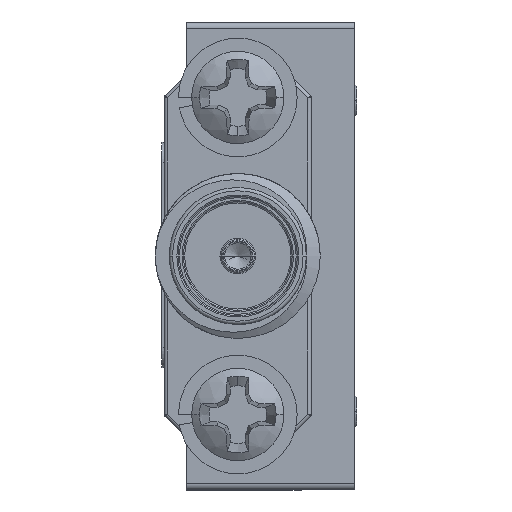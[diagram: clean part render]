
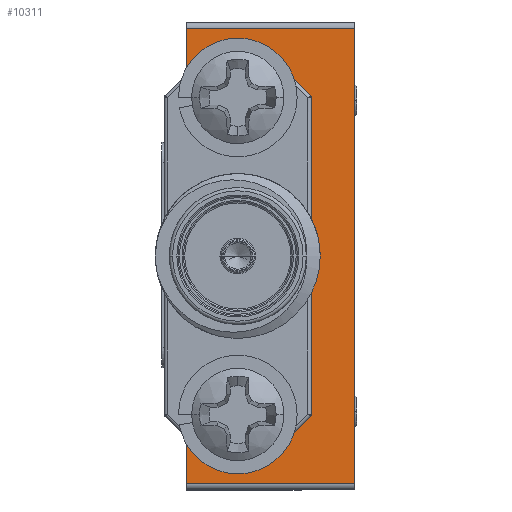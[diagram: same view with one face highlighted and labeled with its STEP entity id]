
A CAD part, left-side view. The second image highlights one B-rep face of the part: STEP entity #10311.
In plain terms, the highlighted planar face has unit normal (-1, 0, 0).
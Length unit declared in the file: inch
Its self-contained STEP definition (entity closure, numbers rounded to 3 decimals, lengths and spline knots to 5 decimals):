
#77 = CARTESIAN_POINT ( 'NONE',  ( -0.54, 0.107, 0.182 ) ) ;
#255 = VECTOR ( 'NONE', #30206, 39.37008 ) ;
#596 = LINE ( 'NONE', #77, #2338 ) ;
#1439 = CARTESIAN_POINT ( 'NONE',  ( -0.54, 0.179, -0.1885 ) ) ;
#1503 = CARTESIAN_POINT ( 'NONE',  ( -0.54, 0.255, 0.345 ) ) ;
#1698 = VERTEX_POINT ( 'NONE', #1439 ) ;
#2289 = EDGE_CURVE ( 'NONE', #28632, #30991, #27427, .T. ) ;
#2338 = VECTOR ( 'NONE', #10906, 39.37008 ) ;
#2375 = FACE_BOUND ( 'NONE', #17022, .T. ) ;
#3656 = VERTEX_POINT ( 'NONE', #18496 ) ;
#4167 = EDGE_LOOP ( 'NONE', ( #10455, #28480 ) ) ;
#5111 = CARTESIAN_POINT ( 'NONE',  ( -0.54, 0.255, -0.355 ) ) ;
#5342 = CARTESIAN_POINT ( 'NONE',  ( -0.54, 0.179, -0.241 ) ) ;
#5429 = EDGE_CURVE ( 'NONE', #1698, #25782, #34119, .T. ) ;
#6724 = CARTESIAN_POINT ( 'NONE',  ( -0.54, 0.107, -0.182 ) ) ;
#6820 = VERTEX_POINT ( 'NONE', #7275 ) ;
#6880 = AXIS2_PLACEMENT_3D ( 'NONE', #22997, #33822, #10558 ) ;
#7112 = CARTESIAN_POINT ( 'NONE',  ( -0.54, 0.107, 0.182 ) ) ;
#7275 = CARTESIAN_POINT ( 'NONE',  ( -0.54, 0.107, -0.182 ) ) ;
#7390 = CARTESIAN_POINT ( 'NONE',  ( -0.54, 0.255, 0.182 ) ) ;
#7699 = EDGE_CURVE ( 'NONE', #14741, #12672, #25954, .T. ) ;
#7715 = LINE ( 'NONE', #23995, #24110 ) ;
#7968 = VECTOR ( 'NONE', #20564, 39.37008 ) ;
#9207 = EDGE_CURVE ( 'NONE', #22876, #12672, #7715, .T. ) ;
#9372 = ORIENTED_EDGE ( 'NONE', *, *, #33969, .T. ) ;
#9574 = DIRECTION ( 'NONE',  ( 0., 0., 1. ) ) ;
#9748 = DIRECTION ( 'NONE',  ( -1., 0., 0. ) ) ;
#10004 = EDGE_CURVE ( 'NONE', #25782, #1698, #21570, .T. ) ;
#10091 = DIRECTION ( 'NONE',  ( 0., 1., 0. ) ) ;
#10156 = VERTEX_POINT ( 'NONE', #19643 ) ;
#10265 = CARTESIAN_POINT ( 'NONE',  ( -0.54, 0.179, 0.24 ) ) ;
#10311 = ADVANCED_FACE ( 'NONE', ( #12206, #15030, #2375 ), #29483, .F. ) ;
#10455 = ORIENTED_EDGE ( 'NONE', *, *, #5429, .F. ) ;
#10493 = EDGE_CURVE ( 'NONE', #6820, #10156, #596, .T. ) ;
#10558 = DIRECTION ( 'NONE',  ( 0., 0., -1. ) ) ;
#10797 = DIRECTION ( 'NONE',  ( 0., 0., 1. ) ) ;
#10872 = CARTESIAN_POINT ( 'NONE',  ( -0.54, 0.255, 0.345 ) ) ;
#10906 = DIRECTION ( 'NONE',  ( 0., 0., 1. ) ) ;
#11176 = EDGE_LOOP ( 'NONE', ( #27781, #22122, #21558, #12628, #23836, #25749, #20832, #9372 ) ) ;
#11259 = CARTESIAN_POINT ( 'NONE',  ( -0.54, 0.255, -0.345 ) ) ;
#11685 = EDGE_CURVE ( 'NONE', #10156, #22876, #17379, .T. ) ;
#12206 = FACE_OUTER_BOUND ( 'NONE', #11176, .T. ) ;
#12227 = VECTOR ( 'NONE', #26306, 39.37008 ) ;
#12242 = CARTESIAN_POINT ( 'NONE',  ( -0.54, 0.179, -0.241 ) ) ;
#12614 = AXIS2_PLACEMENT_3D ( 'NONE', #5342, #30131, #18979 ) ;
#12628 = ORIENTED_EDGE ( 'NONE', *, *, #11685, .F. ) ;
#12672 = VERTEX_POINT ( 'NONE', #10872 ) ;
#12810 = AXIS2_PLACEMENT_3D ( 'NONE', #10265, #29734, #26712 ) ;
#12911 = CARTESIAN_POINT ( 'NONE',  ( -0.54, 0.179, -0.2935 ) ) ;
#13947 = VERTEX_POINT ( 'NONE', #21415 ) ;
#14278 = VECTOR ( 'NONE', #14885, 39.37008 ) ;
#14425 = CARTESIAN_POINT ( 'NONE',  ( -0.54, 0., -0.345 ) ) ;
#14717 = EDGE_CURVE ( 'NONE', #6820, #30991, #30988, .T. ) ;
#14741 = VERTEX_POINT ( 'NONE', #18728 ) ;
#14775 = AXIS2_PLACEMENT_3D ( 'NONE', #12242, #9748, #9574 ) ;
#14842 = EDGE_CURVE ( 'NONE', #3656, #13947, #33749, .T. ) ;
#14885 = DIRECTION ( 'NONE',  ( 0., 1., 0. ) ) ;
#15030 = FACE_BOUND ( 'NONE', #4167, .T. ) ;
#15091 = LINE ( 'NONE', #25717, #7968 ) ;
#15339 = ORIENTED_EDGE ( 'NONE', *, *, #27845, .F. ) ;
#17022 = EDGE_LOOP ( 'NONE', ( #23386, #15339 ) ) ;
#17379 = LINE ( 'NONE', #7112, #14278 ) ;
#17870 = VECTOR ( 'NONE', #10091, 39.37008 ) ;
#17977 = EDGE_CURVE ( 'NONE', #22533, #14741, #15091, .T. ) ;
#18496 = CARTESIAN_POINT ( 'NONE',  ( -0.54, 0.179, 0.2925 ) ) ;
#18728 = CARTESIAN_POINT ( 'NONE',  ( -0.54, 0., 0.345 ) ) ;
#18762 = VECTOR ( 'NONE', #10797, 39.37008 ) ;
#18979 = DIRECTION ( 'NONE',  ( 0., 0., 1. ) ) ;
#19643 = CARTESIAN_POINT ( 'NONE',  ( -0.54, 0.107, 0.182 ) ) ;
#20014 = AXIS2_PLACEMENT_3D ( 'NONE', #33304, #22639, #25137 ) ;
#20564 = DIRECTION ( 'NONE',  ( 0., 0., 1. ) ) ;
#20832 = ORIENTED_EDGE ( 'NONE', *, *, #2289, .F. ) ;
#21415 = CARTESIAN_POINT ( 'NONE',  ( -0.54, 0.179, 0.1875 ) ) ;
#21558 = ORIENTED_EDGE ( 'NONE', *, *, #9207, .F. ) ;
#21570 = CIRCLE ( 'NONE', #14775, 0.0525 ) ;
#21711 = LINE ( 'NONE', #11259, #255 ) ;
#21891 = CARTESIAN_POINT ( 'NONE',  ( -0.54, 0.255, -0.345 ) ) ;
#22122 = ORIENTED_EDGE ( 'NONE', *, *, #7699, .T. ) ;
#22533 = VERTEX_POINT ( 'NONE', #14425 ) ;
#22639 = DIRECTION ( 'NONE',  ( -1., 0., 0. ) ) ;
#22876 = VERTEX_POINT ( 'NONE', #7390 ) ;
#22997 = CARTESIAN_POINT ( 'NONE',  ( -0.54, 0.255, -0.355 ) ) ;
#23386 = ORIENTED_EDGE ( 'NONE', *, *, #14842, .F. ) ;
#23836 = ORIENTED_EDGE ( 'NONE', *, *, #10493, .F. ) ;
#23995 = CARTESIAN_POINT ( 'NONE',  ( -0.54, 0.255, -0.355 ) ) ;
#24110 = VECTOR ( 'NONE', #34634, 39.37008 ) ;
#25137 = DIRECTION ( 'NONE',  ( 0., 0., 1. ) ) ;
#25717 = CARTESIAN_POINT ( 'NONE',  ( -0.54, 0., -0.355 ) ) ;
#25749 = ORIENTED_EDGE ( 'NONE', *, *, #14717, .T. ) ;
#25782 = VERTEX_POINT ( 'NONE', #12911 ) ;
#25954 = LINE ( 'NONE', #1503, #12227 ) ;
#26248 = CIRCLE ( 'NONE', #20014, 0.0525 ) ;
#26306 = DIRECTION ( 'NONE',  ( 0., 1., 0. ) ) ;
#26358 = CARTESIAN_POINT ( 'NONE',  ( -0.54, 0.255, -0.182 ) ) ;
#26712 = DIRECTION ( 'NONE',  ( 0., 0., 1. ) ) ;
#27427 = LINE ( 'NONE', #5111, #18762 ) ;
#27781 = ORIENTED_EDGE ( 'NONE', *, *, #17977, .T. ) ;
#27845 = EDGE_CURVE ( 'NONE', #13947, #3656, #26248, .T. ) ;
#28480 = ORIENTED_EDGE ( 'NONE', *, *, #10004, .F. ) ;
#28632 = VERTEX_POINT ( 'NONE', #21891 ) ;
#29483 = PLANE ( 'NONE',  #6880 ) ;
#29734 = DIRECTION ( 'NONE',  ( -1., 0., 0. ) ) ;
#30131 = DIRECTION ( 'NONE',  ( -1., 0., 0. ) ) ;
#30206 = DIRECTION ( 'NONE',  ( 0., -1., 0. ) ) ;
#30988 = LINE ( 'NONE', #6724, #17870 ) ;
#30991 = VERTEX_POINT ( 'NONE', #26358 ) ;
#33304 = CARTESIAN_POINT ( 'NONE',  ( -0.54, 0.179, 0.24 ) ) ;
#33749 = CIRCLE ( 'NONE', #12810, 0.0525 ) ;
#33822 = DIRECTION ( 'NONE',  ( 1., 0., 0. ) ) ;
#33969 = EDGE_CURVE ( 'NONE', #28632, #22533, #21711, .T. ) ;
#34119 = CIRCLE ( 'NONE', #12614, 0.0525 ) ;
#34634 = DIRECTION ( 'NONE',  ( 0., 0., 1. ) ) ;
